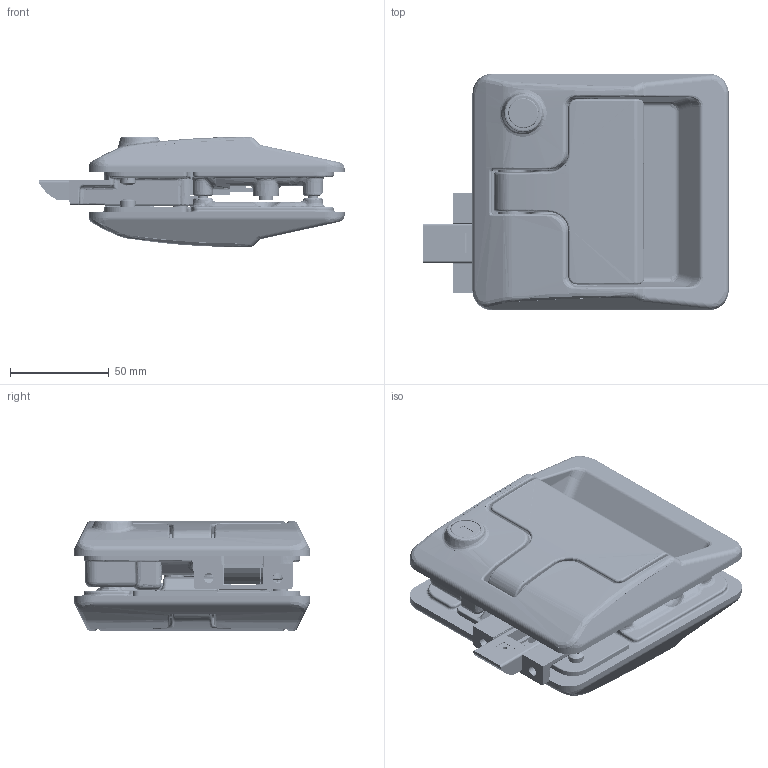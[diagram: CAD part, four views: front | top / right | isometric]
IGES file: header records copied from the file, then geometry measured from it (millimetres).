
Start section: SolidWorks IGES file using analytic representation for surfaces
Global section: file name: A-884-C-1.IGS,15; native system: HSolidWorks 2014; preprocessor: SolidWorks 2014; author: 0849sm; date: 191225.184401; units: millimetre
Bounding box: 154.93 x 120 x 56.07 mm (x, y, z)
Surface area: 157287.5 mm2 (no closed solid volume)
Topology: 0 solids, 0 shells, 3130 faces, 29357 edges, 29222 vertices
Faces by surface type: bspline 2020, revolution 1110
